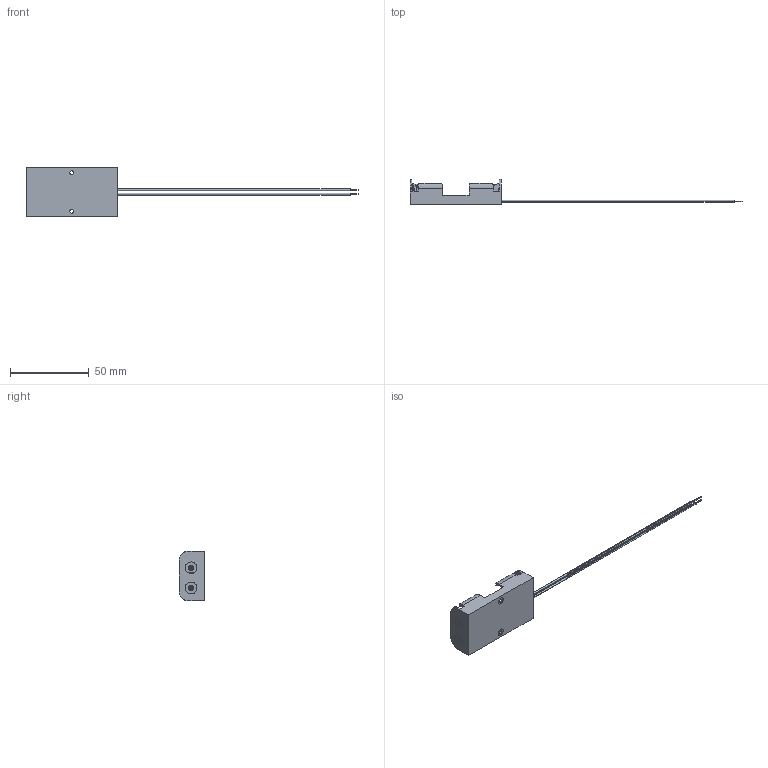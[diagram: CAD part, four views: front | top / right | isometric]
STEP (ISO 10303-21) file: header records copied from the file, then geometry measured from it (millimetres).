
FILE_DESCRIPTION (( 'STEP AP214' ), '1' );
FILE_NAME ('BH2AAW.STEP', '2019-12-31T06:56:47', ( '' ), ( '' ), 'SwSTEP 2.0', 'SolidWorks 2017', '' );
FILE_SCHEMA (( 'AUTOMOTIVE_DESIGN' ));
Length unit declared in the file: millimetre
Products named in the file (1): BH2AAW
Bounding box: 210.21 x 16 x 31.5 mm (x, y, z)
Volume: 5193.6 mm3; surface area: 11451.8 mm2
Topology: 10 solids, 10 shells, 345 faces, 836 edges, 544 vertices
Faces by surface type: plane 179, cylinder 118, torus 44, bspline 4
Entity records: 13145 total; most frequent: CARTESIAN_POINT 4640, DIRECTION 1814, ORIENTED_EDGE 1672, EDGE_CURVE 836, AXIS2_PLACEMENT_3D 666, VERTEX_POINT 544, VECTOR 482, LINE 482
